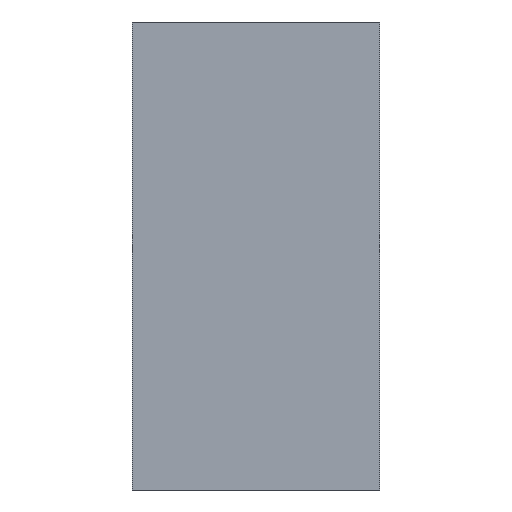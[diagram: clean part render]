
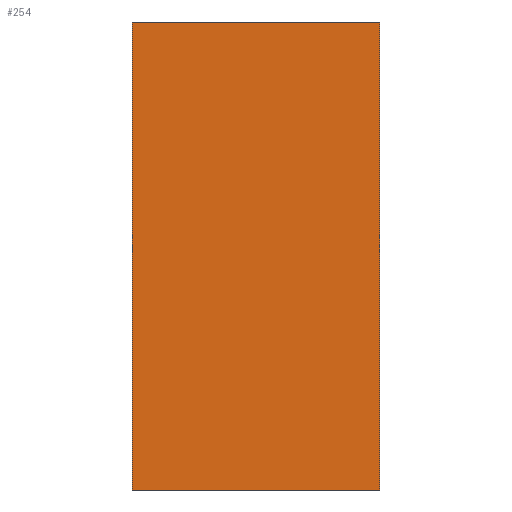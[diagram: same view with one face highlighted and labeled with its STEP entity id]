
A CAD part, front view. The second image highlights one B-rep face of the part: STEP entity #254.
In plain terms, the highlighted planar face has unit normal (0, -1, 0).
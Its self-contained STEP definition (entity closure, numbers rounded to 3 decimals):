
#27=PLANE('',#279);
#40=FACE_OUTER_BOUND('',#56,.T.);
#56=EDGE_LOOP('',(#227,#228,#229,#230));
#68=LINE('',#380,#91);
#73=LINE('',#394,#96);
#82=LINE('',#417,#105);
#83=LINE('',#419,#106);
#91=VECTOR('',#308,10.);
#96=VECTOR('',#321,10.);
#105=VECTOR('',#346,10.);
#106=VECTOR('',#349,10.);
#126=VERTEX_POINT('',#377);
#127=VERTEX_POINT('',#379);
#132=VERTEX_POINT('',#393);
#138=VERTEX_POINT('',#415);
#151=EDGE_CURVE('',#126,#127,#68,.T.);
#158=EDGE_CURVE('',#127,#132,#73,.T.);
#170=EDGE_CURVE('',#126,#138,#82,.T.);
#171=EDGE_CURVE('',#132,#138,#83,.T.);
#227=ORIENTED_EDGE('',*,*,#151,.F.);
#228=ORIENTED_EDGE('',*,*,#170,.T.);
#229=ORIENTED_EDGE('',*,*,#171,.F.);
#230=ORIENTED_EDGE('',*,*,#158,.F.);
#254=ADVANCED_FACE('',(#40),#27,.T.);
#279=AXIS2_PLACEMENT_3D('',#418,#347,#348);
#308=DIRECTION('',(0.,0.,-1.));
#321=DIRECTION('',(-1.,0.,0.));
#346=DIRECTION('',(-1.,0.,0.));
#347=DIRECTION('center_axis',(0.,-1.,0.));
#348=DIRECTION('ref_axis',(0.,0.,1.));
#349=DIRECTION('',(0.,0.,1.));
#377=CARTESIAN_POINT('',(142.,-93.407,15.5));
#379=CARTESIAN_POINT('',(142.,-93.407,8.5));
#380=CARTESIAN_POINT('',(142.,-93.407,15.5));
#393=CARTESIAN_POINT('',(138.3,-93.407,8.5));
#394=CARTESIAN_POINT('',(142.,-93.407,8.5));
#415=CARTESIAN_POINT('',(138.3,-93.407,15.5));
#417=CARTESIAN_POINT('',(142.,-93.407,15.5));
#418=CARTESIAN_POINT('Origin',(142.,-93.407,8.5));
#419=CARTESIAN_POINT('',(138.3,-93.407,15.5));
